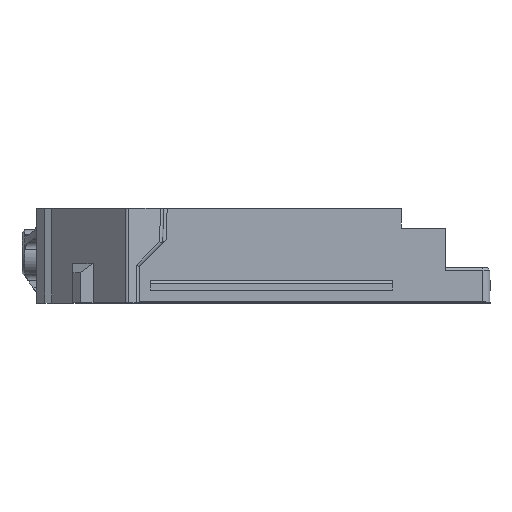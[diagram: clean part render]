
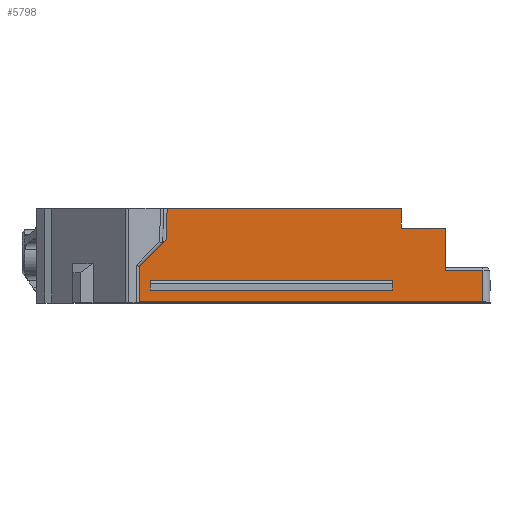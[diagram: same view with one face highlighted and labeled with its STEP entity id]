
A CAD part, top view. The second image highlights one B-rep face of the part: STEP entity #5798.
In plain terms, the highlighted planar face has unit normal (0, 0, 1).
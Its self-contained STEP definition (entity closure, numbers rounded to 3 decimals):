
#234=FACE_BOUND('',#896,.T.);
#552=FACE_OUTER_BOUND('',#895,.T.);
#895=EDGE_LOOP('',(#4289,#4290,#4291,#4292,#4293,#4294,#4295,#4296,#4297,
#4298));
#896=EDGE_LOOP('',(#4299,#4300,#4301,#4302));
#1305=LINE('',#8777,#1895);
#1324=LINE('',#8840,#1914);
#1397=LINE('',#9217,#1987);
#1408=LINE('',#9238,#1998);
#1409=LINE('',#9240,#1999);
#1410=LINE('',#9242,#2000);
#1411=LINE('',#9244,#2001);
#1412=LINE('',#9246,#2002);
#1413=LINE('',#9248,#2003);
#1414=LINE('',#9250,#2004);
#1415=LINE('',#9252,#2005);
#1416=LINE('',#9253,#2006);
#1417=LINE('',#9255,#2007);
#1418=LINE('',#9256,#2008);
#1895=VECTOR('',#6958,65.696);
#1914=VECTOR('',#7009,12.504);
#1987=VECTOR('',#7218,2.8);
#1998=VECTOR('',#7235,68.);
#1999=VECTOR('',#7238,5.5);
#2000=VECTOR('',#7239,8.734);
#2001=VECTOR('',#7240,10.705);
#2002=VECTOR('',#7241,9.7);
#2003=VECTOR('',#7242,96.4);
#2004=VECTOR('',#7243,8.7);
#2005=VECTOR('',#7244,10.4);
#2006=VECTOR('',#7245,11.8);
#2007=VECTOR('',#7246,2.8);
#2008=VECTOR('',#7247,68.);
#2521=VERTEX_POINT('',#8774);
#2522=VERTEX_POINT('',#8776);
#2549=VERTEX_POINT('',#8837);
#2550=VERTEX_POINT('',#8839);
#2635=VERTEX_POINT('',#9214);
#2636=VERTEX_POINT('',#9216);
#2643=VERTEX_POINT('',#9236);
#2644=VERTEX_POINT('',#9241);
#2645=VERTEX_POINT('',#9243);
#2646=VERTEX_POINT('',#9245);
#2647=VERTEX_POINT('',#9247);
#2648=VERTEX_POINT('',#9249);
#2649=VERTEX_POINT('',#9251);
#2650=VERTEX_POINT('',#9254);
#3109=EDGE_CURVE('',#2521,#2522,#1305,.T.);
#3140=EDGE_CURVE('',#2550,#2549,#1324,.T.);
#3262=EDGE_CURVE('',#2636,#2635,#1397,.T.);
#3273=EDGE_CURVE('',#2643,#2635,#1408,.T.);
#3274=EDGE_CURVE('',#2522,#2549,#1409,.T.);
#3275=EDGE_CURVE('',#2521,#2644,#1410,.T.);
#3276=EDGE_CURVE('',#2644,#2645,#1411,.T.);
#3277=EDGE_CURVE('',#2646,#2645,#1412,.T.);
#3278=EDGE_CURVE('',#2646,#2647,#1413,.T.);
#3279=EDGE_CURVE('',#2647,#2648,#1414,.T.);
#3280=EDGE_CURVE('',#2648,#2649,#1415,.T.);
#3281=EDGE_CURVE('',#2649,#2550,#1416,.T.);
#3282=EDGE_CURVE('',#2650,#2643,#1417,.T.);
#3283=EDGE_CURVE('',#2650,#2636,#1418,.T.);
#4289=ORIENTED_EDGE('',*,*,#3140,.T.);
#4290=ORIENTED_EDGE('',*,*,#3274,.F.);
#4291=ORIENTED_EDGE('',*,*,#3109,.F.);
#4292=ORIENTED_EDGE('',*,*,#3275,.T.);
#4293=ORIENTED_EDGE('',*,*,#3276,.T.);
#4294=ORIENTED_EDGE('',*,*,#3277,.F.);
#4295=ORIENTED_EDGE('',*,*,#3278,.T.);
#4296=ORIENTED_EDGE('',*,*,#3279,.T.);
#4297=ORIENTED_EDGE('',*,*,#3280,.T.);
#4298=ORIENTED_EDGE('',*,*,#3281,.T.);
#4299=ORIENTED_EDGE('',*,*,#3262,.T.);
#4300=ORIENTED_EDGE('',*,*,#3273,.F.);
#4301=ORIENTED_EDGE('',*,*,#3282,.F.);
#4302=ORIENTED_EDGE('',*,*,#3283,.T.);
#5593=PLANE('',#6250);
#5798=ADVANCED_FACE('',(#552,#234),#5593,.T.);
#6250=AXIS2_PLACEMENT_3D('',#9239,#7236,#7237);
#6958=DIRECTION('',(1.,0.,0.));
#7009=DIRECTION('',(-1.,0.,0.));
#7218=DIRECTION('',(0.,1.,0.));
#7235=DIRECTION('',(-1.,0.,0.));
#7236=DIRECTION('center_axis',(0.,0.,1.));
#7237=DIRECTION('ref_axis',(1.,0.,0.));
#7238=DIRECTION('',(0.,-1.,0.));
#7239=DIRECTION('',(-0.026,-1.,0.));
#7240=DIRECTION('',(-0.707,-0.707,0.));
#7241=DIRECTION('',(0.,1.,0.));
#7242=DIRECTION('',(1.,0.,0.));
#7243=DIRECTION('',(0.,1.,0.));
#7244=DIRECTION('',(-1.,0.,0.));
#7245=DIRECTION('',(0.,1.,0.));
#7246=DIRECTION('',(0.,1.,0.));
#7247=DIRECTION('',(-1.,0.,0.));
#8774=CARTESIAN_POINT('',(-93.2,15.,26.5));
#8776=CARTESIAN_POINT('',(-27.504,15.,26.5));
#8777=CARTESIAN_POINT('',(-93.2,15.,26.5));
#8837=CARTESIAN_POINT('',(-27.504,9.5,26.5));
#8839=CARTESIAN_POINT('',(-15.,9.5,26.5));
#8840=CARTESIAN_POINT('',(-15.,9.5,26.5));
#9214=CARTESIAN_POINT('',(-98.,-5.1,26.5));
#9216=CARTESIAN_POINT('',(-98.,-7.9,26.5));
#9217=CARTESIAN_POINT('',(-98.,-7.9,26.5));
#9236=CARTESIAN_POINT('',(-30.,-5.1,26.5));
#9238=CARTESIAN_POINT('',(-30.,-5.1,26.5));
#9239=CARTESIAN_POINT('Origin',(-114.921,0.,26.5));
#9240=CARTESIAN_POINT('',(-27.504,15.,26.5));
#9241=CARTESIAN_POINT('',(-93.431,6.269,26.5));
#9242=CARTESIAN_POINT('',(-93.2,15.,26.5));
#9243=CARTESIAN_POINT('',(-101.,-1.3,26.5));
#9244=CARTESIAN_POINT('',(-93.431,6.269,26.5));
#9245=CARTESIAN_POINT('',(-101.,-11.,26.5));
#9246=CARTESIAN_POINT('',(-101.,-11.,26.5));
#9247=CARTESIAN_POINT('',(-4.6,-11.,26.5));
#9248=CARTESIAN_POINT('',(-101.,-11.,26.5));
#9249=CARTESIAN_POINT('',(-4.6,-2.3,26.5));
#9250=CARTESIAN_POINT('',(-4.6,-11.,26.5));
#9251=CARTESIAN_POINT('',(-15.,-2.3,26.5));
#9252=CARTESIAN_POINT('',(-4.6,-2.3,26.5));
#9253=CARTESIAN_POINT('',(-15.,-2.3,26.5));
#9254=CARTESIAN_POINT('',(-30.,-7.9,26.5));
#9255=CARTESIAN_POINT('',(-30.,-7.9,26.5));
#9256=CARTESIAN_POINT('',(-30.,-7.9,26.5));
